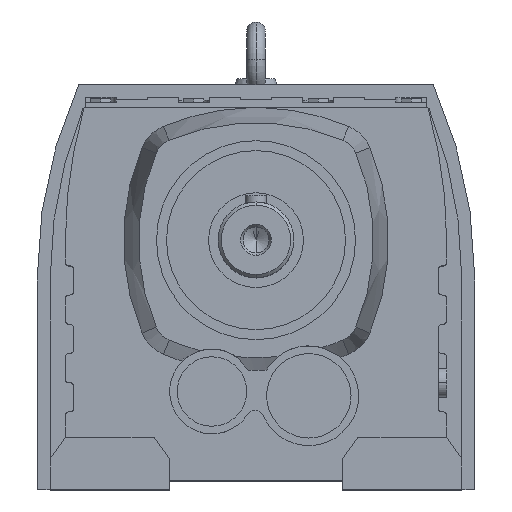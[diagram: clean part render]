
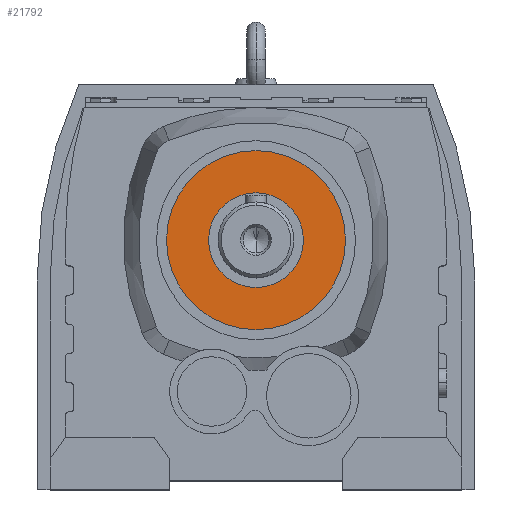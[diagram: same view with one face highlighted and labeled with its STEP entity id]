
A CAD part, top view. The second image highlights one B-rep face of the part: STEP entity #21792.
In plain terms, the highlighted planar face has unit normal (0, 0, 1).
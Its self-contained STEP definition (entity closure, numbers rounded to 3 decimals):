
#19871 = CYLINDRICAL_SURFACE('',#19872,41.344);
#19872 = AXIS2_PLACEMENT_3D('',#19873,#19874,#19875);
#19873 = CARTESIAN_POINT('',(0.,11.2,257.));
#19874 = DIRECTION('',(0.,0.,1.));
#19875 = DIRECTION('',(0.,-1.,0.));
#19901 = CYLINDRICAL_SURFACE('',#19902,41.344);
#19902 = AXIS2_PLACEMENT_3D('',#19903,#19904,#19905);
#19903 = CARTESIAN_POINT('',(0.,11.2,257.));
#19904 = DIRECTION('',(0.,0.,1.));
#19905 = DIRECTION('',(0.,-1.,0.));
#20937 = VERTEX_POINT('',#20938);
#20938 = CARTESIAN_POINT('',(0.,52.544,180.));
#20959 = VERTEX_POINT('',#20960);
#20960 = CARTESIAN_POINT('',(0.,-30.144,180.));
#20979 = EDGE_CURVE('',#20937,#20959,#20980,.T.);
#20980 = SURFACE_CURVE('',#20981,(#20986,#20992),.PCURVE_S1.);
#20981 = CIRCLE('',#20982,41.344);
#20982 = AXIS2_PLACEMENT_3D('',#20983,#20984,#20985);
#20983 = CARTESIAN_POINT('',(0.,11.2,180.));
#20984 = DIRECTION('',(0.,0.,-1.));
#20985 = DIRECTION('',(-1.,0.,0.));
#20986 = PCURVE('',#19871,#20987);
#20987 = DEFINITIONAL_REPRESENTATION('',(#20988),#20991);
#20988 = B_SPLINE_CURVE_WITH_KNOTS('',1,(#20989,#20990),.UNSPECIFIED.,
  .F.,.F.,(2,2),(1.571,4.712),
  .PIECEWISE_BEZIER_KNOTS.);
#20989 = CARTESIAN_POINT('',(3.142,-77.));
#20990 = CARTESIAN_POINT('',(0.,-77.));
#20991 = ( GEOMETRIC_REPRESENTATION_CONTEXT(2) 
PARAMETRIC_REPRESENTATION_CONTEXT() REPRESENTATION_CONTEXT('2D SPACE',''
  ) );
#20992 = PCURVE('',#20993,#20998);
#20993 = PLANE('',#20994);
#20994 = AXIS2_PLACEMENT_3D('',#20995,#20996,#20997);
#20995 = CARTESIAN_POINT('',(-17.834,4.534,180.));
#20996 = DIRECTION('',(0.,0.,-1.));
#20997 = DIRECTION('',(-1.,0.,0.));
#20998 = DEFINITIONAL_REPRESENTATION('',(#20999),#21003);
#20999 = CIRCLE('',#21000,41.344);
#21000 = AXIS2_PLACEMENT_2D('',#21001,#21002);
#21001 = CARTESIAN_POINT('',(-17.834,6.666));
#21002 = DIRECTION('',(1.,0.));
#21003 = ( GEOMETRIC_REPRESENTATION_CONTEXT(2) 
PARAMETRIC_REPRESENTATION_CONTEXT() REPRESENTATION_CONTEXT('2D SPACE',''
  ) );
#21008 = EDGE_CURVE('',#20959,#20937,#21009,.T.);
#21009 = SURFACE_CURVE('',#21010,(#21015,#21021),.PCURVE_S1.);
#21010 = CIRCLE('',#21011,41.344);
#21011 = AXIS2_PLACEMENT_3D('',#21012,#21013,#21014);
#21012 = CARTESIAN_POINT('',(0.,11.2,180.));
#21013 = DIRECTION('',(0.,0.,-1.));
#21014 = DIRECTION('',(-1.,0.,0.));
#21015 = PCURVE('',#19901,#21016);
#21016 = DEFINITIONAL_REPRESENTATION('',(#21017),#21020);
#21017 = B_SPLINE_CURVE_WITH_KNOTS('',1,(#21018,#21019),.UNSPECIFIED.,
  .F.,.F.,(2,2),(4.712,7.854),
  .PIECEWISE_BEZIER_KNOTS.);
#21018 = CARTESIAN_POINT('',(6.283,-77.));
#21019 = CARTESIAN_POINT('',(3.142,-77.));
#21020 = ( GEOMETRIC_REPRESENTATION_CONTEXT(2) 
PARAMETRIC_REPRESENTATION_CONTEXT() REPRESENTATION_CONTEXT('2D SPACE',''
  ) );
#21021 = PCURVE('',#20993,#21022);
#21022 = DEFINITIONAL_REPRESENTATION('',(#21023),#21027);
#21023 = CIRCLE('',#21024,41.344);
#21024 = AXIS2_PLACEMENT_2D('',#21025,#21026);
#21025 = CARTESIAN_POINT('',(-17.834,6.666));
#21026 = DIRECTION('',(1.,0.));
#21027 = ( GEOMETRIC_REPRESENTATION_CONTEXT(2) 
PARAMETRIC_REPRESENTATION_CONTEXT() REPRESENTATION_CONTEXT('2D SPACE',''
  ) );
#21792 = ADVANCED_FACE('',(#21793,#21797),#20993,.F.);
#21793 = FACE_BOUND('',#21794,.T.);
#21794 = EDGE_LOOP('',(#21795,#21796));
#21795 = ORIENTED_EDGE('',*,*,#21008,.F.);
#21796 = ORIENTED_EDGE('',*,*,#20979,.F.);
#21797 = FACE_BOUND('',#21798,.T.);
#21798 = EDGE_LOOP('',(#21799,#21833));
#21799 = ORIENTED_EDGE('',*,*,#21800,.F.);
#21800 = EDGE_CURVE('',#21801,#21803,#21805,.T.);
#21801 = VERTEX_POINT('',#21802);
#21802 = CARTESIAN_POINT('',(0.,-10.675,180.));
#21803 = VERTEX_POINT('',#21804);
#21804 = CARTESIAN_POINT('',(0.,33.075,180.));
#21805 = SURFACE_CURVE('',#21806,(#21811,#21822),.PCURVE_S1.);
#21806 = CIRCLE('',#21807,21.875);
#21807 = AXIS2_PLACEMENT_3D('',#21808,#21809,#21810);
#21808 = CARTESIAN_POINT('',(0.,11.2,180.));
#21809 = DIRECTION('',(0.,0.,1.));
#21810 = DIRECTION('',(-1.,0.,0.));
#21811 = PCURVE('',#20993,#21812);
#21812 = DEFINITIONAL_REPRESENTATION('',(#21813),#21821);
#21813 = ( BOUNDED_CURVE() B_SPLINE_CURVE(2,(#21814,#21815,#21816,#21817
    ,#21818,#21819,#21820),.UNSPECIFIED.,.F.,.F.) 
B_SPLINE_CURVE_WITH_KNOTS((1,2,2,2,2,1),(-2.094,0.,
    2.094,4.189,6.283,8.378),
.UNSPECIFIED.) CURVE() GEOMETRIC_REPRESENTATION_ITEM() 
RATIONAL_B_SPLINE_CURVE((1.,0.5,1.,0.5,1.,0.5,1.)) REPRESENTATION_ITEM(
  '') );
#21814 = CARTESIAN_POINT('',(4.041,6.666));
#21815 = CARTESIAN_POINT('',(4.041,-31.223));
#21816 = CARTESIAN_POINT('',(-28.772,-12.279));
#21817 = CARTESIAN_POINT('',(-61.584,6.666));
#21818 = CARTESIAN_POINT('',(-28.772,25.61));
#21819 = CARTESIAN_POINT('',(4.041,44.554));
#21820 = CARTESIAN_POINT('',(4.041,6.666));
#21821 = ( GEOMETRIC_REPRESENTATION_CONTEXT(2) 
PARAMETRIC_REPRESENTATION_CONTEXT() REPRESENTATION_CONTEXT('2D SPACE',''
  ) );
#21822 = PCURVE('',#21823,#21828);
#21823 = CYLINDRICAL_SURFACE('',#21824,21.875);
#21824 = AXIS2_PLACEMENT_3D('',#21825,#21826,#21827);
#21825 = CARTESIAN_POINT('',(0.,11.2,257.));
#21826 = DIRECTION('',(0.,0.,1.));
#21827 = DIRECTION('',(0.,-1.,0.));
#21828 = DEFINITIONAL_REPRESENTATION('',(#21829),#21832);
#21829 = B_SPLINE_CURVE_WITH_KNOTS('',1,(#21830,#21831),.UNSPECIFIED.,
  .F.,.F.,(2,2),(1.571,4.712),
  .PIECEWISE_BEZIER_KNOTS.);
#21830 = CARTESIAN_POINT('',(0.,-77.));
#21831 = CARTESIAN_POINT('',(3.142,-77.));
#21832 = ( GEOMETRIC_REPRESENTATION_CONTEXT(2) 
PARAMETRIC_REPRESENTATION_CONTEXT() REPRESENTATION_CONTEXT('2D SPACE',''
  ) );
#21833 = ORIENTED_EDGE('',*,*,#21834,.F.);
#21834 = EDGE_CURVE('',#21803,#21801,#21835,.T.);
#21835 = SURFACE_CURVE('',#21836,(#21841,#21852),.PCURVE_S1.);
#21836 = CIRCLE('',#21837,21.875);
#21837 = AXIS2_PLACEMENT_3D('',#21838,#21839,#21840);
#21838 = CARTESIAN_POINT('',(0.,11.2,180.));
#21839 = DIRECTION('',(0.,0.,1.));
#21840 = DIRECTION('',(-1.,0.,0.));
#21841 = PCURVE('',#20993,#21842);
#21842 = DEFINITIONAL_REPRESENTATION('',(#21843),#21851);
#21843 = ( BOUNDED_CURVE() B_SPLINE_CURVE(2,(#21844,#21845,#21846,#21847
    ,#21848,#21849,#21850),.UNSPECIFIED.,.F.,.F.) 
B_SPLINE_CURVE_WITH_KNOTS((1,2,2,2,2,1),(-2.094,0.,
    2.094,4.189,6.283,8.378),
.UNSPECIFIED.) CURVE() GEOMETRIC_REPRESENTATION_ITEM() 
RATIONAL_B_SPLINE_CURVE((1.,0.5,1.,0.5,1.,0.5,1.)) REPRESENTATION_ITEM(
  '') );
#21844 = CARTESIAN_POINT('',(4.041,6.666));
#21845 = CARTESIAN_POINT('',(4.041,-31.223));
#21846 = CARTESIAN_POINT('',(-28.772,-12.279));
#21847 = CARTESIAN_POINT('',(-61.584,6.666));
#21848 = CARTESIAN_POINT('',(-28.772,25.61));
#21849 = CARTESIAN_POINT('',(4.041,44.554));
#21850 = CARTESIAN_POINT('',(4.041,6.666));
#21851 = ( GEOMETRIC_REPRESENTATION_CONTEXT(2) 
PARAMETRIC_REPRESENTATION_CONTEXT() REPRESENTATION_CONTEXT('2D SPACE',''
  ) );
#21852 = PCURVE('',#21853,#21858);
#21853 = CYLINDRICAL_SURFACE('',#21854,21.875);
#21854 = AXIS2_PLACEMENT_3D('',#21855,#21856,#21857);
#21855 = CARTESIAN_POINT('',(0.,11.2,257.));
#21856 = DIRECTION('',(0.,0.,1.));
#21857 = DIRECTION('',(0.,-1.,0.));
#21858 = DEFINITIONAL_REPRESENTATION('',(#21859),#21862);
#21859 = B_SPLINE_CURVE_WITH_KNOTS('',1,(#21860,#21861),.UNSPECIFIED.,
  .F.,.F.,(2,2),(4.712,7.854),
  .PIECEWISE_BEZIER_KNOTS.);
#21860 = CARTESIAN_POINT('',(3.142,-77.));
#21861 = CARTESIAN_POINT('',(6.283,-77.));
#21862 = ( GEOMETRIC_REPRESENTATION_CONTEXT(2) 
PARAMETRIC_REPRESENTATION_CONTEXT() REPRESENTATION_CONTEXT('2D SPACE',''
  ) );
